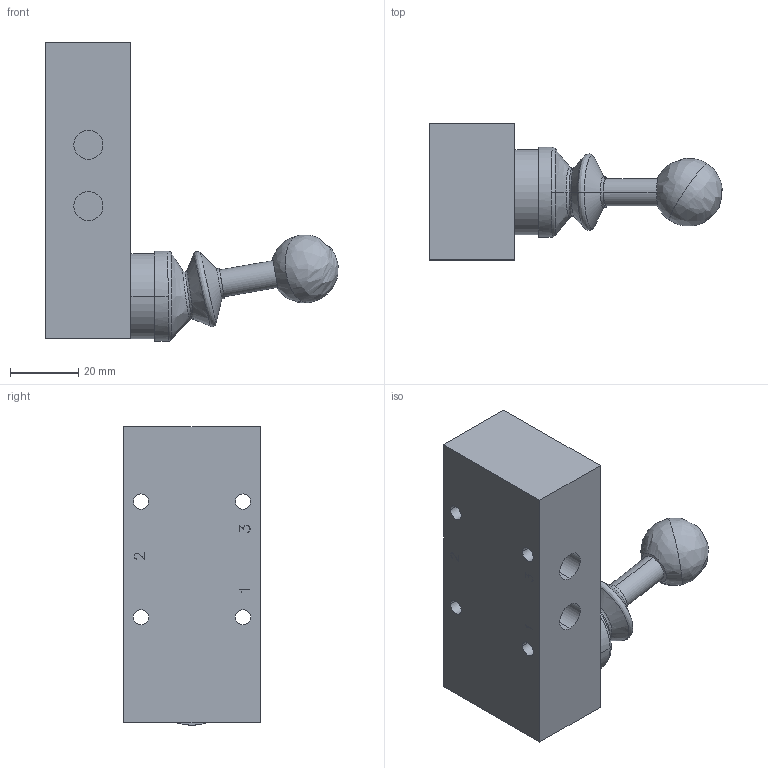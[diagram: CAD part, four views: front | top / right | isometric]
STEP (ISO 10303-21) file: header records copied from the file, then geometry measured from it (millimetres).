
FILE_DESCRIPTION (( 'STEP AP214' ), '1' );
FILE_NAME ('HR-18-320_Airtec.step', '2018-11-14T13:55:07', ( '' ), ( '' ), 'SwSTEP 2.0', 'SolidWorks 2010', '' );
FILE_SCHEMA (( 'AUTOMOTIVE_DESIGN' ));
Length unit declared in the file: millimetre
Products named in the file (1): HR-18-320_Airtec
Bounding box: 85.89 x 40 x 87.75 mm (x, y, z)
Volume: 99039.9 mm3; surface area: 18725.4 mm2
Topology: 1 solids, 1 shells, 192 faces, 523 edges, 342 vertices
Faces by surface type: plane 152, cylinder 22, bspline 18
Entity records: 9952 total; most frequent: CARTESIAN_POINT 5300, ORIENTED_EDGE 1038, DIRECTION 803, EDGE_CURVE 519, VECTOR 367, LINE 367, VERTEX_POINT 342, AXIS2_PLACEMENT_3D 218
